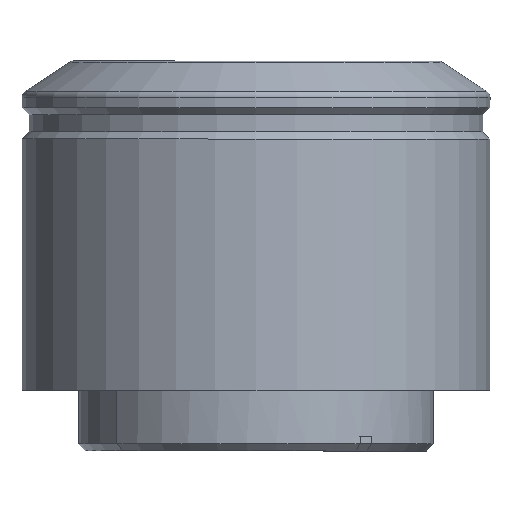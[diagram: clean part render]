
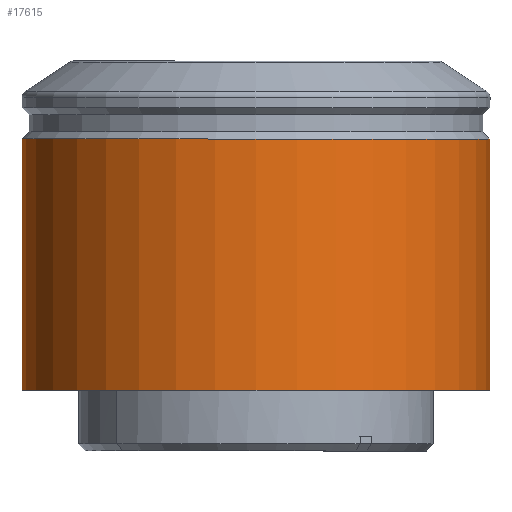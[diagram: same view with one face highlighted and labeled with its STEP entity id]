
A CAD part, front view. The second image highlights one B-rep face of the part: STEP entity #17615.
In plain terms, the highlighted cylindrical face has radius 16.5 mm (diameter 33 mm), a partial arc.
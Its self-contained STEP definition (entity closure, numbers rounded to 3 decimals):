
#148 = CARTESIAN_POINT ( 'NONE',  ( 0., 0., -16.5 ) ) ;
#748 = VECTOR ( 'NONE', #20002, 1000. ) ;
#1699 = CARTESIAN_POINT ( 'NONE',  ( 0., 0., 16.5 ) ) ;
#2161 = LINE ( 'NONE', #11354, #748 ) ;
#2590 = ORIENTED_EDGE ( 'NONE', *, *, #12672, .F. ) ;
#3708 = ORIENTED_EDGE ( 'NONE', *, *, #18155, .T. ) ;
#3729 = DIRECTION ( 'NONE',  ( 0., 0., 1. ) ) ;
#4617 = DIRECTION ( 'NONE',  ( 0., 0., 1. ) ) ;
#5227 = CYLINDRICAL_SURFACE ( 'NONE', #28227, 16.5 ) ;
#5369 = AXIS2_PLACEMENT_3D ( 'NONE', #29055, #11186, #6266 ) ;
#6266 = DIRECTION ( 'NONE',  ( 0., 0., 1. ) ) ;
#6530 = CIRCLE ( 'NONE', #5369, 16.5 ) ;
#6954 = DIRECTION ( 'NONE',  ( -1., 0., 0. ) ) ;
#7380 = ORIENTED_EDGE ( 'NONE', *, *, #12278, .T. ) ;
#8355 = CARTESIAN_POINT ( 'NONE',  ( 17.7, 0., -16.5 ) ) ;
#8758 = CIRCLE ( 'NONE', #21104, 16.5 ) ;
#8853 = VERTEX_POINT ( 'NONE', #1699 ) ;
#8867 = EDGE_CURVE ( 'NONE', #15129, #8853, #6530, .T. ) ;
#11186 = DIRECTION ( 'NONE',  ( -1., 0., 0. ) ) ;
#11332 = CARTESIAN_POINT ( 'NONE',  ( 17.7, 0., 0. ) ) ;
#11354 = CARTESIAN_POINT ( 'NONE',  ( 0., 0., -16.5 ) ) ;
#11445 = VERTEX_POINT ( 'NONE', #8355 ) ;
#12278 = EDGE_CURVE ( 'NONE', #14484, #8853, #26926, .T. ) ;
#12321 = FACE_OUTER_BOUND ( 'NONE', #19700, .T. ) ;
#12672 = EDGE_CURVE ( 'NONE', #11445, #15129, #2161, .T. ) ;
#14484 = VERTEX_POINT ( 'NONE', #18881 ) ;
#15129 = VERTEX_POINT ( 'NONE', #148 ) ;
#15913 = DIRECTION ( 'NONE',  ( -1., 0., 0. ) ) ;
#16156 = CARTESIAN_POINT ( 'NONE',  ( 0., 0., 16.5 ) ) ;
#16804 = ORIENTED_EDGE ( 'NONE', *, *, #8867, .F. ) ;
#17562 = CARTESIAN_POINT ( 'NONE',  ( 0., 0., 0. ) ) ;
#17615 = ADVANCED_FACE ( 'NONE', ( #12321 ), #5227, .T. ) ;
#18155 = EDGE_CURVE ( 'NONE', #11445, #14484, #8758, .T. ) ;
#18881 = CARTESIAN_POINT ( 'NONE',  ( 17.7, 0., 16.5 ) ) ;
#19700 = EDGE_LOOP ( 'NONE', ( #2590, #3708, #7380, #16804 ) ) ;
#20002 = DIRECTION ( 'NONE',  ( -1., 0., 0. ) ) ;
#20961 = VECTOR ( 'NONE', #6954, 1000. ) ;
#21104 = AXIS2_PLACEMENT_3D ( 'NONE', #11332, #15913, #4617 ) ;
#26926 = LINE ( 'NONE', #16156, #20961 ) ;
#28227 = AXIS2_PLACEMENT_3D ( 'NONE', #17562, #28691, #3729 ) ;
#28691 = DIRECTION ( 'NONE',  ( -1., 0., 0. ) ) ;
#29055 = CARTESIAN_POINT ( 'NONE',  ( 0., 0., 0. ) ) ;
